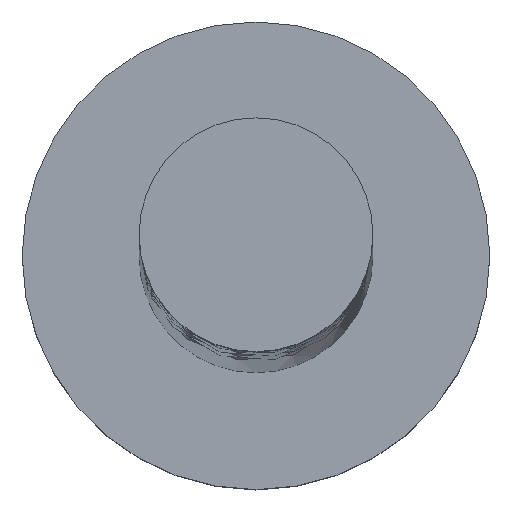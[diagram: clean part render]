
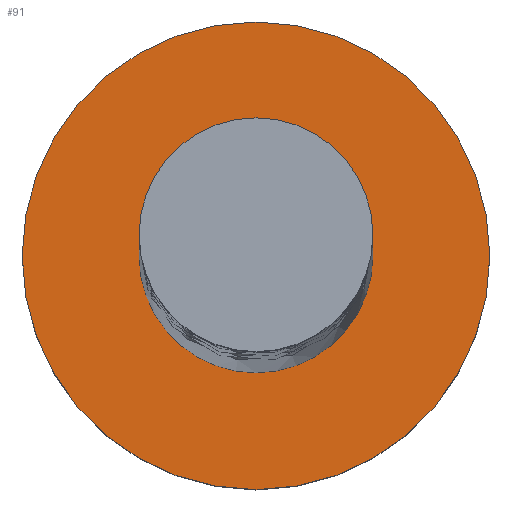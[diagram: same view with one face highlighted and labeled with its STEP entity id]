
A CAD part, top view. The second image highlights one B-rep face of the part: STEP entity #91.
In plain terms, the highlighted planar face has unit normal (0, 0, 1).
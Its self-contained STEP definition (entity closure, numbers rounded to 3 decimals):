
#8 = EDGE_LOOP ( 'NONE', ( #753, #1658 ) ) ;
#91 = ADVANCED_FACE ( 'NONE', ( #335, #1055 ), #1478, .T. ) ;
#203 = DIRECTION ( 'NONE',  ( 1., 0., 0. ) ) ;
#297 = AXIS2_PLACEMENT_3D ( 'NONE', #1371, #1665, #491 ) ;
#299 = VERTEX_POINT ( 'NONE', #1824 ) ;
#308 = EDGE_CURVE ( 'NONE', #867, #539, #805, .T. ) ;
#335 = FACE_BOUND ( 'NONE', #728, .T. ) ;
#339 = AXIS2_PLACEMENT_3D ( 'NONE', #1112, #825, #356 ) ;
#356 = DIRECTION ( 'NONE',  ( 1., 0., 0. ) ) ;
#397 = DIRECTION ( 'NONE',  ( 1., 0., 0. ) ) ;
#407 = AXIS2_PLACEMENT_3D ( 'NONE', #1556, #524, #397 ) ;
#487 = CARTESIAN_POINT ( 'NONE',  ( -3., 0., 5. ) ) ;
#491 = DIRECTION ( 'NONE',  ( 1., 0., 0. ) ) ;
#524 = DIRECTION ( 'NONE',  ( 0., 0., 1. ) ) ;
#539 = VERTEX_POINT ( 'NONE', #487 ) ;
#562 = EDGE_CURVE ( 'NONE', #299, #1781, #1730, .T. ) ;
#571 = CARTESIAN_POINT ( 'NONE',  ( 0., 0., 5. ) ) ;
#597 = AXIS2_PLACEMENT_3D ( 'NONE', #782, #1375, #203 ) ;
#728 = EDGE_LOOP ( 'NONE', ( #1133, #876 ) ) ;
#734 = EDGE_CURVE ( 'NONE', #1781, #299, #1336, .T. ) ;
#753 = ORIENTED_EDGE ( 'NONE', *, *, #734, .T. ) ;
#782 = CARTESIAN_POINT ( 'NONE',  ( 0., 0., 5. ) ) ;
#805 = CIRCLE ( 'NONE', #339, 3. ) ;
#825 = DIRECTION ( 'NONE',  ( 0., 0., 1. ) ) ;
#867 = VERTEX_POINT ( 'NONE', #903 ) ;
#876 = ORIENTED_EDGE ( 'NONE', *, *, #308, .F. ) ;
#903 = CARTESIAN_POINT ( 'NONE',  ( 3., 0., 5. ) ) ;
#1055 = FACE_OUTER_BOUND ( 'NONE', #8, .T. ) ;
#1112 = CARTESIAN_POINT ( 'NONE',  ( 0., 0., 5. ) ) ;
#1133 = ORIENTED_EDGE ( 'NONE', *, *, #1136, .F. ) ;
#1136 = EDGE_CURVE ( 'NONE', #539, #867, #1186, .T. ) ;
#1186 = CIRCLE ( 'NONE', #1766, 3. ) ;
#1330 = DIRECTION ( 'NONE',  ( 0., 0., 1. ) ) ;
#1336 = CIRCLE ( 'NONE', #407, 6. ) ;
#1371 = CARTESIAN_POINT ( 'NONE',  ( 0., 0., 5. ) ) ;
#1375 = DIRECTION ( 'NONE',  ( 0., 0., 1. ) ) ;
#1478 = PLANE ( 'NONE',  #297 ) ;
#1556 = CARTESIAN_POINT ( 'NONE',  ( 0., 0., 5. ) ) ;
#1658 = ORIENTED_EDGE ( 'NONE', *, *, #562, .T. ) ;
#1665 = DIRECTION ( 'NONE',  ( 0., 0., 1. ) ) ;
#1730 = CIRCLE ( 'NONE', #597, 6. ) ;
#1740 = CARTESIAN_POINT ( 'NONE',  ( -6., 0., 5. ) ) ;
#1766 = AXIS2_PLACEMENT_3D ( 'NONE', #571, #1330, #1900 ) ;
#1781 = VERTEX_POINT ( 'NONE', #1740 ) ;
#1824 = CARTESIAN_POINT ( 'NONE',  ( 6., 0., 5. ) ) ;
#1900 = DIRECTION ( 'NONE',  ( 1., 0., 0. ) ) ;
